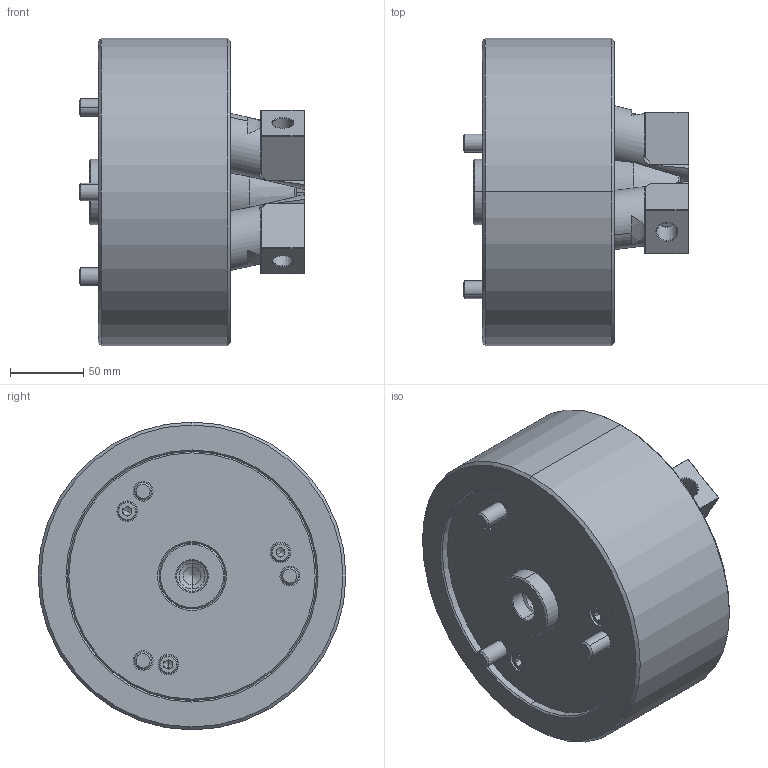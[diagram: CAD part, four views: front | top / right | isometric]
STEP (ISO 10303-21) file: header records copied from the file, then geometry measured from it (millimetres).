
FILE_DESCRIPTION (( 'STEP AP203' ), '1' );
FILE_NAME ('3E-08.STEP', '2017-09-13T01:47:08', ( 'temp' ), ( '' ), 'SwSTEP 2.0', 'SolidWorks 2016', '' );
FILE_SCHEMA (( 'CONFIG_CONTROL_DESIGN' ));
Length unit declared in the file: millimetre
Products named in the file (9): 3E-08; 3E-08-01010; 3E-08-02010; 3E-08-03010; 3E-08-04010; 3E-08-05010; 圓頭內六角螺栓_M8x18; 圓頭內六角螺栓_M12x90; 圓頭內六角螺栓_M8x20
Assembly tree (18 placements, depth 2):
  3E-08
    3E-08-01010
    3E-08-02010
    3E-08-03010  x3
    3E-08-04010
    3E-08-05010  x3
    圓頭內六角螺栓_M8x18  x3
    圓頭內六角螺栓_M12x90  x3
    圓頭內六角螺栓_M8x20  x3
Bounding box: 154 x 210 x 210 mm (x, y, z)
Volume: 2928407 mm3; surface area: 331348.2 mm2
Topology: 18 solids, 18 shells, 555 faces, 1295 edges, 763 vertices
Faces by surface type: plane 231, cylinder 168, cone 140, torus 16
Entity records: 10280 total; most frequent: CARTESIAN_POINT 2069, DIRECTION 1557, ORIENTED_EDGE 1382, EDGE_CURVE 691, AXIS2_PLACEMENT_3D 627, VERTEX_POINT 427, EDGE_LOOP 362, FACE_OUTER_BOUND 305
